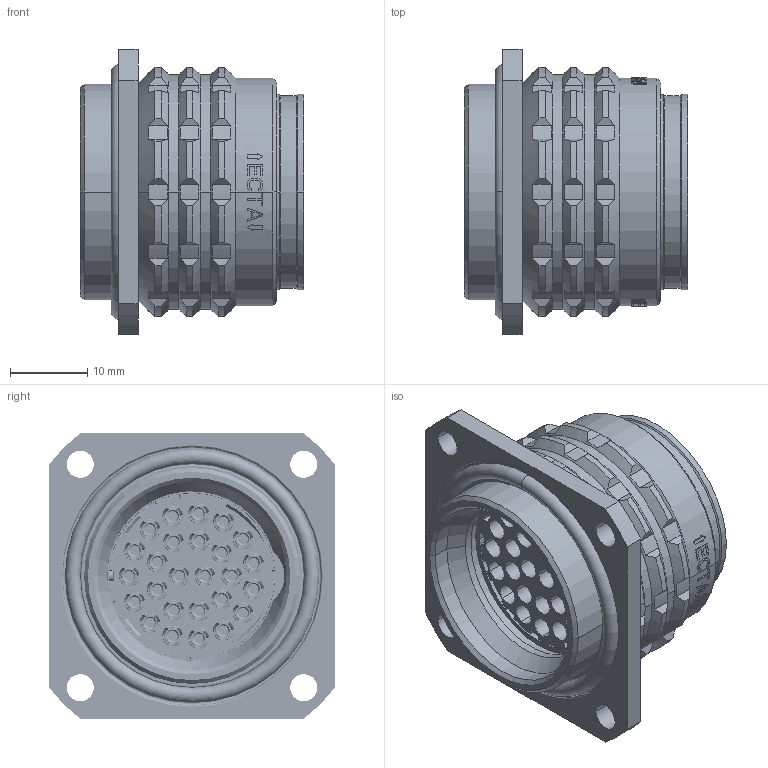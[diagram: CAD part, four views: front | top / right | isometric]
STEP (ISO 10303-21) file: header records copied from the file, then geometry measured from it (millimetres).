
FILE_DESCRIPTION((''),'2;1');
FILE_NAME('1332MESV426MS','2024-07-30T11:32:13',('paultorloting'),('NET AG system integration'),'CREO PARAMETRIC BY PTC INC, 2021404','CREO PARAMETRIC BY PTC INC, 2021404','');
FILE_SCHEMA(('AUTOMOTIVE_DESIGN { 1 0 10303 214 1 1 1 1 }'));
Products named in the file (1): 1332MESV426MS
Bounding box: 29 x 37 x 37 mm (x, y, z)
Volume: 12995.9 mm3; surface area: 16817.8 mm2
Topology: 1 solids, 2 shells, 3801 faces, 10239 edges, 6597 vertices
Faces by surface type: plane 1967, cylinder 1281, bspline 241, torus 154, cone 146, sphere 12
Entity records: 175192 total; most frequent: CARTESIAN_POINT 59011, ORIENTED_EDGE 20454, DIRECTION 17934, EDGE_CURVE 10227, VERTEX_POINT 6597, AXIS2_PLACEMENT_3D 6524, VECTOR 4883, LINE 4883
